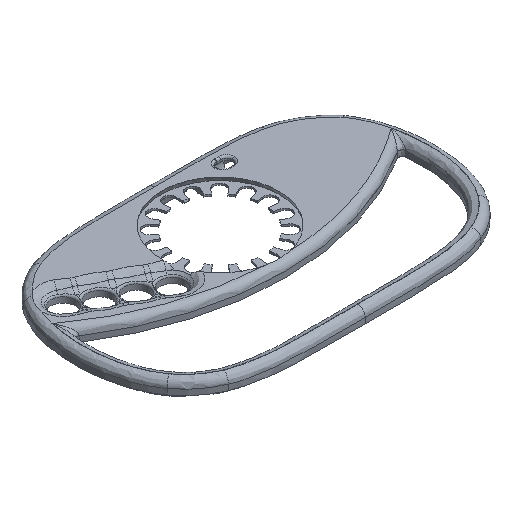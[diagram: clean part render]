
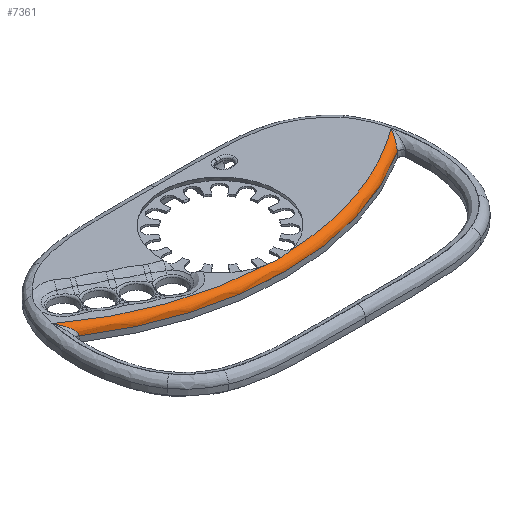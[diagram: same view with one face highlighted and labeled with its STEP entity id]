
A CAD part, isometric view. The second image highlights one B-rep face of the part: STEP entity #7361.
In plain terms, the highlighted toroidal (fillet/blend) face has major radius 150.48 mm and minor radius 4 mm.
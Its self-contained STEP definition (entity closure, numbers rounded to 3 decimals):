
#60=TOROIDAL_SURFACE('',#7948,150.48,4.);
#359=CIRCLE('',#7658,150.48);
#360=CIRCLE('',#7659,150.48);
#456=CIRCLE('',#7949,154.48);
#1786=FACE_OUTER_BOUND('',#2246,.T.);
#2246=EDGE_LOOP('',(#6555,#6556,#6557,#6558,#6559,#6560));
#2694=B_SPLINE_CURVE_WITH_KNOTS('',3,(#20900,#20901,#20902,#20903,#20904,
#20905,#20906,#20907,#20908,#20909,#20910,#20911,#20912,#20913),
 .UNSPECIFIED.,.F.,.F.,(4,2,2,2,2,2,4),(-1.666,-1.477,
-1.354,-1.258,-1.148,-0.959,
-0.917),.UNSPECIFIED.);
#2708=B_SPLINE_CURVE_WITH_KNOTS('',3,(#21635,#21636,#21637,#21638,#21639,
#21640,#21641,#21642,#21643,#21644,#21645,#21646,#21647,#21648,#21649),
 .UNSPECIFIED.,.F.,.F.,(4,1,1,1,1,1,2,1,1,2,4),(-1.384,-1.23,
-1.075,-0.92,-0.766,-0.611,
-0.302,-0.181,-0.06,0.,0.002),
 .UNSPECIFIED.);
#2717=B_SPLINE_CURVE_WITH_KNOTS('',3,(#22515,#22516,#22517,#22518,#22519,
#22520,#22521,#22522,#22523,#22524,#22525,#22526,#22527,#22528,#22529),
 .UNSPECIFIED.,.F.,.F.,(4,2,1,1,2,1,1,1,1,1,4),(-1.386,-1.384,
-1.324,-1.205,-1.086,-0.931,
-0.621,-0.466,-0.31,-0.155,
0.),.UNSPECIFIED.);
#3156=VERTEX_POINT('',#14071);
#3186=VERTEX_POINT('',#14373);
#3187=VERTEX_POINT('',#14375);
#3188=VERTEX_POINT('',#14377);
#3397=VERTEX_POINT('',#21633);
#3401=VERTEX_POINT('',#22513);
#4007=EDGE_CURVE('',#3187,#3186,#359,.T.);
#4009=EDGE_CURVE('',#3156,#3188,#360,.T.);
#4369=EDGE_CURVE('',#3186,#3156,#2694,.T.);
#4458=EDGE_CURVE('',#3397,#3188,#2708,.T.);
#4467=EDGE_CURVE('',#3397,#3401,#456,.T.);
#4468=EDGE_CURVE('',#3187,#3401,#2717,.T.);
#6555=ORIENTED_EDGE('',*,*,#4369,.T.);
#6556=ORIENTED_EDGE('',*,*,#4009,.T.);
#6557=ORIENTED_EDGE('',*,*,#4458,.F.);
#6558=ORIENTED_EDGE('',*,*,#4467,.T.);
#6559=ORIENTED_EDGE('',*,*,#4468,.F.);
#6560=ORIENTED_EDGE('',*,*,#4007,.T.);
#7361=ADVANCED_FACE('',(#1786),#60,.T.);
#7658=AXIS2_PLACEMENT_3D('',#14376,#8668,#8669);
#7659=AXIS2_PLACEMENT_3D('',#14463,#8670,#8671);
#7948=AXIS2_PLACEMENT_3D('',#22512,#9420,#9421);
#7949=AXIS2_PLACEMENT_3D('',#22514,#9422,#9423);
#8668=DIRECTION('center_axis',(0.,0.,-1.));
#8669=DIRECTION('ref_axis',(0.,-1.,0.));
#8670=DIRECTION('center_axis',(0.,0.,-1.));
#8671=DIRECTION('ref_axis',(0.,-1.,0.));
#9420=DIRECTION('center_axis',(0.,0.,1.));
#9421=DIRECTION('ref_axis',(1.,0.,0.));
#9422=DIRECTION('center_axis',(0.,0.,1.));
#9423=DIRECTION('ref_axis',(0.,-1.,0.));
#14071=CARTESIAN_POINT('',(-6.389,-11.564,9.));
#14373=CARTESIAN_POINT('',(6.293,-11.568,9.));
#14375=CARTESIAN_POINT('',(89.884,18.094,9.));
#14376=CARTESIAN_POINT('Origin',(0.,138.78,9.));
#14377=CARTESIAN_POINT('',(-89.91,18.113,9.));
#14463=CARTESIAN_POINT('Origin',(0.,138.78,9.));
#20900=CARTESIAN_POINT('Ctrl Pts',(6.293,-11.568,9.));
#20901=CARTESIAN_POINT('Ctrl Pts',(5.244,-11.786,9.));
#20902=CARTESIAN_POINT('Ctrl Pts',(4.183,-11.953,8.989));
#20903=CARTESIAN_POINT('Ctrl Pts',(2.419,-12.136,8.975));
#20904=CARTESIAN_POINT('Ctrl Pts',(1.721,-12.184,8.97));
#20905=CARTESIAN_POINT('Ctrl Pts',(0.472,-12.228,
8.965));
#20906=CARTESIAN_POINT('Ctrl Pts',(-0.079,-12.233,
8.965));
#20907=CARTESIAN_POINT('Ctrl Pts',(-1.256,-12.21,
8.967));
#20908=CARTESIAN_POINT('Ctrl Pts',(-1.881,-12.178,
8.97));
#20909=CARTESIAN_POINT('Ctrl Pts',(-3.577,-12.04,
8.983));
#20910=CARTESIAN_POINT('Ctrl Pts',(-4.641,-11.897,
8.994));
#20911=CARTESIAN_POINT('Ctrl Pts',(-5.929,-11.658,
8.999));
#20912=CARTESIAN_POINT('Ctrl Pts',(-6.16,-11.612,
9.));
#20913=CARTESIAN_POINT('Ctrl Pts',(-6.389,-11.564,
9.));
#21633=CARTESIAN_POINT('',(-84.39,9.387,5.));
#21635=CARTESIAN_POINT('Ctrl Pts',(-84.39,9.387,5.));
#21636=CARTESIAN_POINT('Ctrl Pts',(-84.39,9.387,5.344));
#21637=CARTESIAN_POINT('Ctrl Pts',(-84.528,9.591,6.033));
#21638=CARTESIAN_POINT('Ctrl Pts',(-85.008,10.307,6.866));
#21639=CARTESIAN_POINT('Ctrl Pts',(-85.62,11.234,7.516));
#21640=CARTESIAN_POINT('Ctrl Pts',(-86.292,12.271,8.016));
#21641=CARTESIAN_POINT('Ctrl Pts',(-87.241,13.757,8.525));
#21642=CARTESIAN_POINT('Ctrl Pts',(-87.972,14.931,8.754));
#21643=CARTESIAN_POINT('Ctrl Pts',(-88.653,16.041,8.894));
#21644=CARTESIAN_POINT('Ctrl Pts',(-89.037,16.669,8.956));
#21645=CARTESIAN_POINT('Ctrl Pts',(-89.517,17.461,8.994));
#21646=CARTESIAN_POINT('Ctrl Pts',(-89.804,17.938,9.));
#21647=CARTESIAN_POINT('Ctrl Pts',(-89.903,18.102,9.));
#21648=CARTESIAN_POINT('Ctrl Pts',(-89.906,18.108,9.));
#21649=CARTESIAN_POINT('Ctrl Pts',(-89.91,18.113,9.));
#22512=CARTESIAN_POINT('Origin',(0.,138.78,5.));
#22513=CARTESIAN_POINT('',(84.355,9.364,5.));
#22514=CARTESIAN_POINT('Origin',(0.,138.78,5.));
#22515=CARTESIAN_POINT('Ctrl Pts',(89.884,18.094,9.));
#22516=CARTESIAN_POINT('Ctrl Pts',(89.881,18.089,9.));
#22517=CARTESIAN_POINT('Ctrl Pts',(89.877,18.083,9.));
#22518=CARTESIAN_POINT('Ctrl Pts',(89.781,17.921,9.));
#22519=CARTESIAN_POINT('Ctrl Pts',(89.501,17.451,8.994));
#22520=CARTESIAN_POINT('Ctrl Pts',(89.032,16.67,8.956));
#22521=CARTESIAN_POINT('Ctrl Pts',(88.657,16.051,8.895));
#22522=CARTESIAN_POINT('Ctrl Pts',(88.227,15.342,8.806));
#22523=CARTESIAN_POINT('Ctrl Pts',(87.499,14.156,8.614));
#22524=CARTESIAN_POINT('Ctrl Pts',(86.523,12.62,8.181));
#22525=CARTESIAN_POINT('Ctrl Pts',(85.612,11.229,7.517));
#22526=CARTESIAN_POINT('Ctrl Pts',(84.989,10.297,6.868));
#22527=CARTESIAN_POINT('Ctrl Pts',(84.497,9.572,6.036));
#22528=CARTESIAN_POINT('Ctrl Pts',(84.355,9.364,5.345));
#22529=CARTESIAN_POINT('Ctrl Pts',(84.355,9.364,5.));
